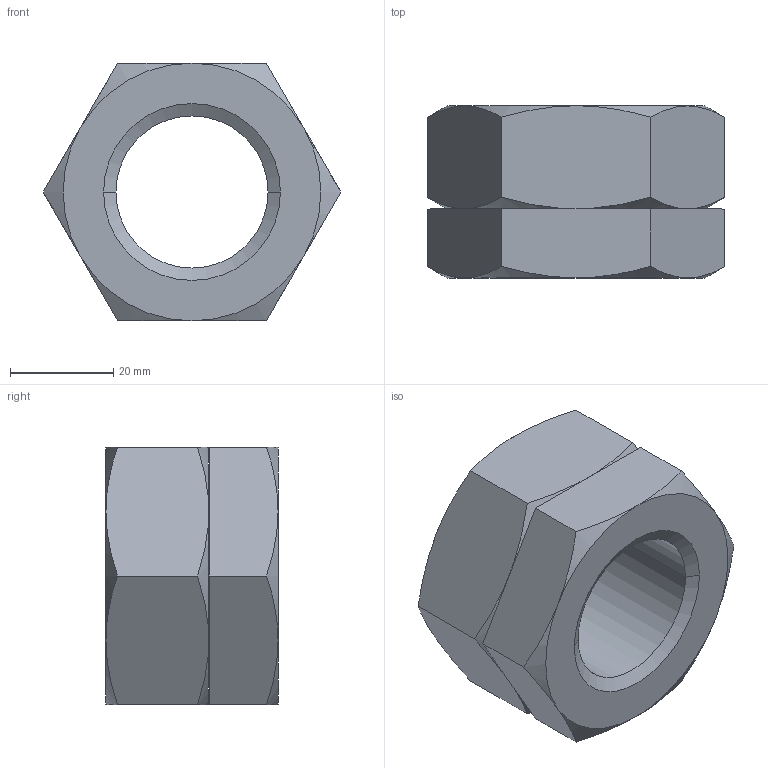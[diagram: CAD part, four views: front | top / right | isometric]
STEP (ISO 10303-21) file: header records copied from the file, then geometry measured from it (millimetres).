
FILE_DESCRIPTION((''),'2;1');
FILE_NAME('0RTHN033_____0','2019-10-29T14:21:18',('kim.bk'),(''),'CREO PARAMETRIC BY PTC INC, 2019010','CREO PARAMETRIC BY PTC INC, 2019010','');
FILE_SCHEMA(('CONFIG_CONTROL_DESIGN'));
Length unit declared in the file: millimetre
Products named in the file (1): 0RTHN033_____0
Bounding box: 57.73 x 33.4 x 50 mm (x, y, z)
Volume: 48577.7 mm3; surface area: 16195.8 mm2
Topology: 2 solids, 2 shells, 367 faces, 1022 edges, 676 vertices
Faces by surface type: plane 337, cone 26, cylinder 4
Entity records: 11726 total; most frequent: CARTESIAN_POINT 2293, ORIENTED_EDGE 2044, DIRECTION 1758, EDGE_CURVE 1022, VECTOR 948, LINE 948, VERTEX_POINT 676, AXIS2_PLACEMENT_3D 405
